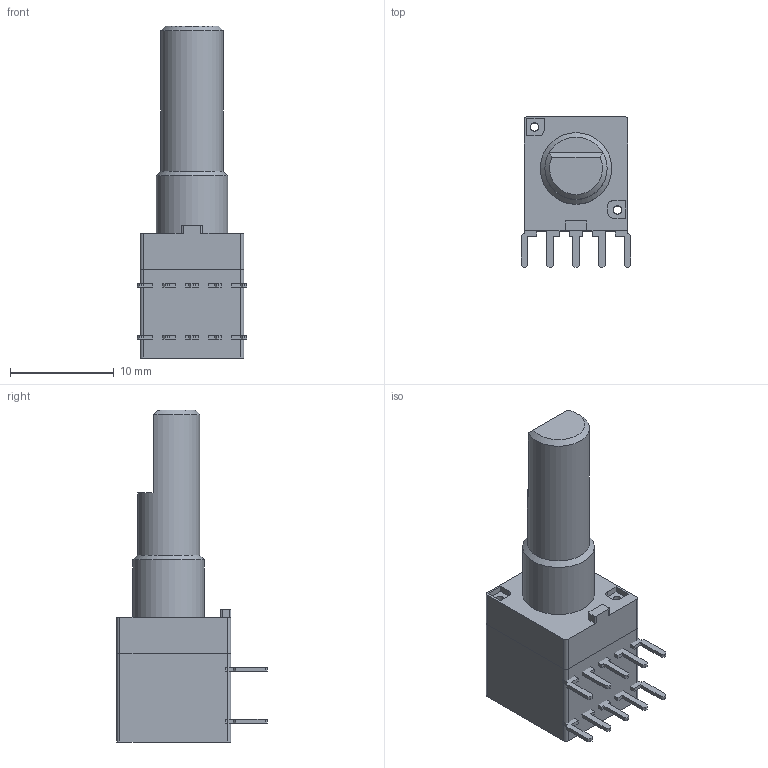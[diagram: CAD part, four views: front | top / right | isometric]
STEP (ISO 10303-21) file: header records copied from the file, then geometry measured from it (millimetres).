
FILE_DESCRIPTION(/* description */ (''),/* implementation_level */ '2;1');
FILE_NAME(/* name */ 'SR10010F-0204-20F0B.step',/* time_stamp */ '2020-07-12T23:08:48+01:00',/* author */ (''),/* organization */ (''),/* preprocessor_version */ 'ST-DEVELOPER v18.1',/* originating_system */ 'Autodesk Translation Framework v9.3.0.1241',/* authorisation */ '');
FILE_SCHEMA (('AUTOMOTIVE_DESIGN { 1 0 10303 214 3 1 1 }'));
Length unit declared in the file: millimetre
Products named in the file (1): SR10010F-0204-20F0B
Bounding box: 10.6 x 14.5 x 32 mm (x, y, z)
Volume: 1888.5 mm3; surface area: 1529.9 mm2
Topology: 13 solids, 13 shells, 171 faces, 423 edges, 281 vertices
Faces by surface type: plane 148, cylinder 21, cone 2
Full cylindrical faces by diameter (mm): 0.8 x4, 6 x1, 6.9 x1
Entity records: 5045 total; most frequent: CARTESIAN_POINT 882, ORIENTED_EDGE 846, DIRECTION 811, EDGE_CURVE 423, LINE 375, VECTOR 375, VERTEX_POINT 281, AXIS2_PLACEMENT_3D 218
